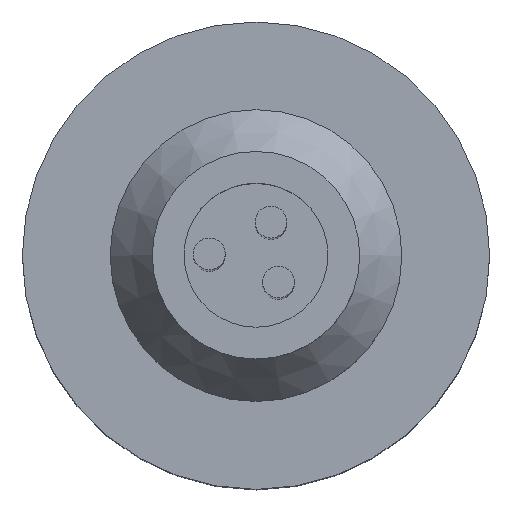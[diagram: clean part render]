
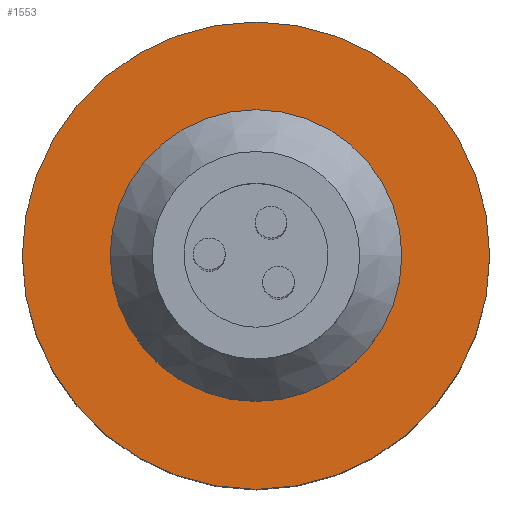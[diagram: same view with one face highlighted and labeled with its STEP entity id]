
A CAD part, top view. The second image highlights one B-rep face of the part: STEP entity #1553.
In plain terms, the highlighted planar face has unit normal (0, 0, 1).
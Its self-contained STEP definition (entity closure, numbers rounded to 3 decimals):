
#48=FACE_BOUND($,#399,.T.);
#49=FACE_BOUND($,#400,.T.);
#87=CIRCLE($,#1644,7.8);
#88=CIRCLE($,#1646,12.5);
#399=EDGE_LOOP($,(#1286));
#400=EDGE_LOOP($,(#1287));
#754=VERTEX_POINT($,#2764);
#755=VERTEX_POINT($,#2767);
#951=EDGE_CURVE($,#754,#754,#87,.T.);
#952=EDGE_CURVE($,#755,#755,#88,.T.);
#1286=ORIENTED_EDGE($,*,*,#951,.T.);
#1287=ORIENTED_EDGE($,*,*,#952,.F.);
#1384=PLANE($,#1648);
#1553=ADVANCED_FACE($,(#48,#49),#1384,.F.);
#1644=AXIS2_PLACEMENT_3D($,#2765,#1927,#1928);
#1646=AXIS2_PLACEMENT_3D($,#2768,#1931,#1932);
#1648=AXIS2_PLACEMENT_3D($,#2771,#1935,#1936);
#1927=DIRECTION('center_axis',(0.,0.,-1.));
#1928=DIRECTION('ref_axis',(-1.,0.,0.));
#1931=DIRECTION('center_axis',(0.,0.,-1.));
#1932=DIRECTION('ref_axis',(-1.,0.,0.));
#1935=DIRECTION('center_axis',(0.,0.,-1.));
#1936=DIRECTION('ref_axis',(-1.,0.,0.));
#2764=CARTESIAN_POINT('',(7.8,0.,19.));
#2765=CARTESIAN_POINT('Origin',(0.,0.,19.));
#2767=CARTESIAN_POINT('',(12.5,0.,19.));
#2768=CARTESIAN_POINT('Origin',(0.,0.,19.));
#2771=CARTESIAN_POINT('Origin',(0.,0.,19.));
